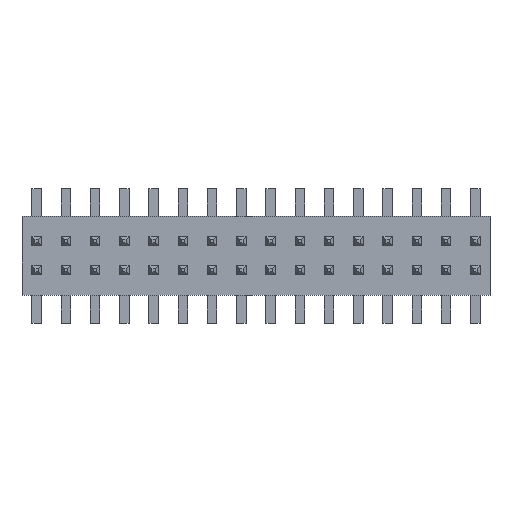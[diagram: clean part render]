
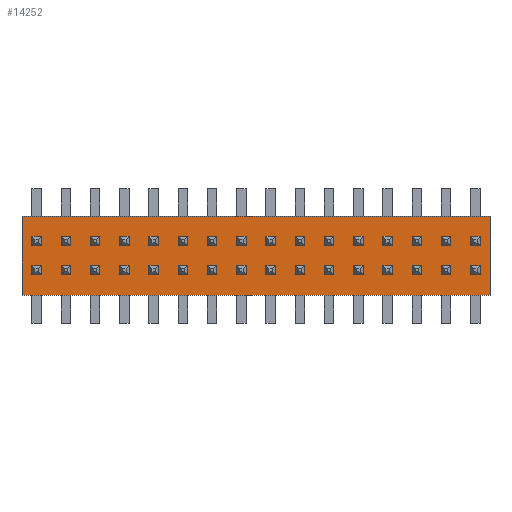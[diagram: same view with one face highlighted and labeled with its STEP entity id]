
A CAD part, top view. The second image highlights one B-rep face of the part: STEP entity #14252.
In plain terms, the highlighted face is planar.
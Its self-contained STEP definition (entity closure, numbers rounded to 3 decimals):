
#14120 = EDGE_CURVE('',#14121,#14123,#14125,.T.);
#14121 = VERTEX_POINT('',#14122);
#14122 = CARTESIAN_POINT('',(-10.16,1.753,-1.715));
#14123 = VERTEX_POINT('',#14124);
#14124 = CARTESIAN_POINT('',(-10.16,1.753,1.715));
#14125 = LINE('',#14126,#14127);
#14126 = CARTESIAN_POINT('',(-10.16,1.753,-1.715));
#14127 = VECTOR('',#14128,1.);
#14128 = DIRECTION('',(0.,0.,1.));
#14160 = EDGE_CURVE('',#14123,#14161,#14163,.T.);
#14161 = VERTEX_POINT('',#14162);
#14162 = CARTESIAN_POINT('',(10.16,1.753,1.715));
#14163 = LINE('',#14164,#14165);
#14164 = CARTESIAN_POINT('',(-10.16,1.753,1.715));
#14165 = VECTOR('',#14166,1.);
#14166 = DIRECTION('',(1.,0.,0.));
#14191 = EDGE_CURVE('',#14161,#14192,#14194,.T.);
#14192 = VERTEX_POINT('',#14193);
#14193 = CARTESIAN_POINT('',(10.16,1.753,-1.715));
#14194 = LINE('',#14195,#14196);
#14195 = CARTESIAN_POINT('',(10.16,1.753,1.715));
#14196 = VECTOR('',#14197,1.);
#14197 = DIRECTION('',(0.,0.,-1.));
#14222 = EDGE_CURVE('',#14192,#14121,#14223,.T.);
#14223 = LINE('',#14224,#14225);
#14224 = CARTESIAN_POINT('',(10.16,1.753,-1.715));
#14225 = VECTOR('',#14226,1.);
#14226 = DIRECTION('',(-1.,0.,0.));
#14252 = ADVANCED_FACE('',(#14253),#14259,.T.);
#14253 = FACE_BOUND('',#14254,.T.);
#14254 = EDGE_LOOP('',(#14255,#14256,#14257,#14258));
#14255 = ORIENTED_EDGE('',*,*,#14120,.T.);
#14256 = ORIENTED_EDGE('',*,*,#14160,.T.);
#14257 = ORIENTED_EDGE('',*,*,#14191,.T.);
#14258 = ORIENTED_EDGE('',*,*,#14222,.T.);
#14259 = PLANE('',#14260);
#14260 = AXIS2_PLACEMENT_3D('',#14261,#14262,#14263);
#14261 = CARTESIAN_POINT('',(0.,1.753,0.));
#14262 = DIRECTION('',(0.,1.,0.));
#14263 = DIRECTION('',(0.,-0.,1.));
